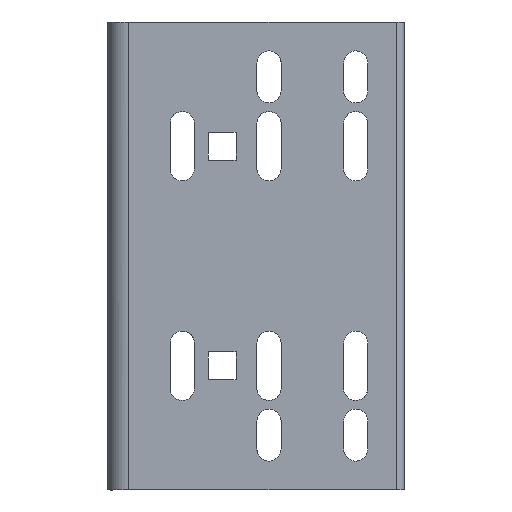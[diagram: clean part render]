
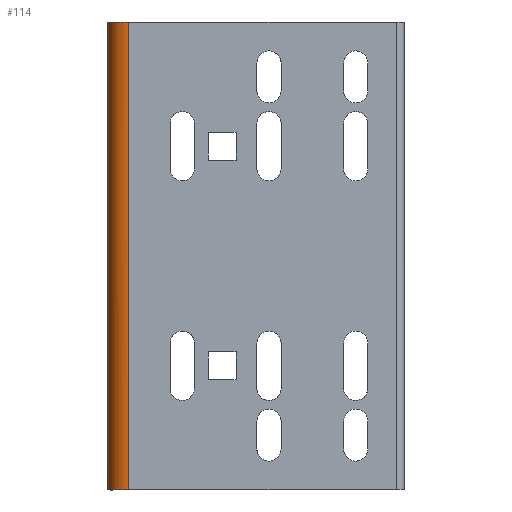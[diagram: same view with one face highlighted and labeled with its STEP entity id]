
A CAD part, left-side view. The second image highlights one B-rep face of the part: STEP entity #114.
In plain terms, the highlighted free-form (B-spline) face has degree [2, 1] with [9, 2] control points.
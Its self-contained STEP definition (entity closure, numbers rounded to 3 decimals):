
#114=ADVANCED_FACE('',(#320),#3699,.T.);
#320=FACE_OUTER_BOUND('',#592,.T.);
#592=EDGE_LOOP('',(#1203,#1204,#1205,#1206));
#1203=ORIENTED_EDGE('',*,*,#2181,.F.);
#1204=ORIENTED_EDGE('',*,*,#2184,.F.);
#1205=ORIENTED_EDGE('',*,*,#2185,.T.);
#1206=ORIENTED_EDGE('',*,*,#2186,.F.);
#2181=EDGE_CURVE('',#3457,#3336,#3066,.T.);
#2184=EDGE_CURVE('',#3456,#3457,#2642,.T.);
#2185=EDGE_CURVE('',#3456,#3337,#2643,.T.);
#2186=EDGE_CURVE('',#3336,#3337,#2644,.T.);
#2642=(
BOUNDED_CURVE()
B_SPLINE_CURVE(2,(#6660,#6661,#6662,#6663,#6664),.UNSPECIFIED.,.F.,.F.)
B_SPLINE_CURVE_WITH_KNOTS((3,2,3),(0.,9.425,18.85),
 .UNSPECIFIED.)
CURVE()
GEOMETRIC_REPRESENTATION_ITEM()
RATIONAL_B_SPLINE_CURVE((1.,0.707,1.,0.707,1.))
REPRESENTATION_ITEM('')
);
#2643=(
BOUNDED_CURVE()
B_SPLINE_CURVE(1,(#6665,#6666),.UNSPECIFIED.,.F.,.F.)
B_SPLINE_CURVE_WITH_KNOTS((2,2),(0.,135.),.UNSPECIFIED.)
CURVE()
GEOMETRIC_REPRESENTATION_ITEM()
RATIONAL_B_SPLINE_CURVE((1.,1.))
REPRESENTATION_ITEM('')
);
#2644=(
BOUNDED_CURVE()
B_SPLINE_CURVE(2,(#6667,#6668,#6669,#6670,#6671),.UNSPECIFIED.,.F.,.F.)
B_SPLINE_CURVE_WITH_KNOTS((3,2,3),(0.,9.425,18.85),
 .UNSPECIFIED.)
CURVE()
GEOMETRIC_REPRESENTATION_ITEM()
RATIONAL_B_SPLINE_CURVE((1.,0.707,1.,0.707,1.))
REPRESENTATION_ITEM('')
);
#3066=B_SPLINE_CURVE_WITH_KNOTS('',1,(#6654,#6655),.UNSPECIFIED.,.F.,.F.,
(2,2),(-135.,0.),.UNSPECIFIED.);
#3336=VERTEX_POINT('',#5956);
#3337=VERTEX_POINT('',#5957);
#3456=VERTEX_POINT('',#6076);
#3457=VERTEX_POINT('',#6077);
#3699=(
BOUNDED_SURFACE()
B_SPLINE_SURFACE(2,1,((#4121,#4122),(#4123,#4124),(#4125,#4126),(#4127,
#4128),(#4129,#4130),(#4131,#4132),(#4133,#4134),(#4135,#4136),(#4137,#4138)),
 .UNSPECIFIED.,.T.,.F.,.F.)
B_SPLINE_SURFACE_WITH_KNOTS((3,2,2,2,3),(2,2),(0.,1.571,3.142,
4.712,6.283),(0.,162.6),.UNSPECIFIED.)
GEOMETRIC_REPRESENTATION_ITEM()
RATIONAL_B_SPLINE_SURFACE(((1.,1.),(0.707,0.707),
(1.,1.),(0.707,0.707),(1.,1.),(0.707,
0.707),(1.,1.),(0.707,0.707),(1.,1.)))
REPRESENTATION_ITEM('')
SURFACE()
);
#4121=CARTESIAN_POINT('',(-144.,73.5,-81.3));
#4122=CARTESIAN_POINT('',(-144.,73.5,81.3));
#4123=CARTESIAN_POINT('',(-138.,73.5,-81.3));
#4124=CARTESIAN_POINT('',(-138.,73.5,81.3));
#4125=CARTESIAN_POINT('',(-138.,79.5,-81.3));
#4126=CARTESIAN_POINT('',(-138.,79.5,81.3));
#4127=CARTESIAN_POINT('',(-138.,85.5,-81.3));
#4128=CARTESIAN_POINT('',(-138.,85.5,81.3));
#4129=CARTESIAN_POINT('',(-144.,85.5,-81.3));
#4130=CARTESIAN_POINT('',(-144.,85.5,81.3));
#4131=CARTESIAN_POINT('',(-150.,85.5,-81.3));
#4132=CARTESIAN_POINT('',(-150.,85.5,81.3));
#4133=CARTESIAN_POINT('',(-150.,79.5,-81.3));
#4134=CARTESIAN_POINT('',(-150.,79.5,81.3));
#4135=CARTESIAN_POINT('',(-150.,73.5,-81.3));
#4136=CARTESIAN_POINT('',(-150.,73.5,81.3));
#4137=CARTESIAN_POINT('',(-144.,73.5,-81.3));
#4138=CARTESIAN_POINT('',(-144.,73.5,81.3));
#5956=CARTESIAN_POINT('',(-138.,79.5,67.5));
#5957=CARTESIAN_POINT('',(-150.,79.5,67.5));
#6076=CARTESIAN_POINT('',(-150.,79.5,-67.5));
#6077=CARTESIAN_POINT('',(-138.,79.5,-67.5));
#6654=CARTESIAN_POINT('',(-138.,79.5,-67.5));
#6655=CARTESIAN_POINT('',(-138.,79.5,67.5));
#6660=CARTESIAN_POINT('',(-150.,79.5,-67.5));
#6661=CARTESIAN_POINT('',(-150.,85.5,-67.5));
#6662=CARTESIAN_POINT('',(-144.,85.5,-67.5));
#6663=CARTESIAN_POINT('',(-138.,85.5,-67.5));
#6664=CARTESIAN_POINT('',(-138.,79.5,-67.5));
#6665=CARTESIAN_POINT('',(-150.,79.5,-67.5));
#6666=CARTESIAN_POINT('',(-150.,79.5,67.5));
#6667=CARTESIAN_POINT('',(-138.,79.5,67.5));
#6668=CARTESIAN_POINT('',(-138.,85.5,67.5));
#6669=CARTESIAN_POINT('',(-144.,85.5,67.5));
#6670=CARTESIAN_POINT('',(-150.,85.5,67.5));
#6671=CARTESIAN_POINT('',(-150.,79.5,67.5));
